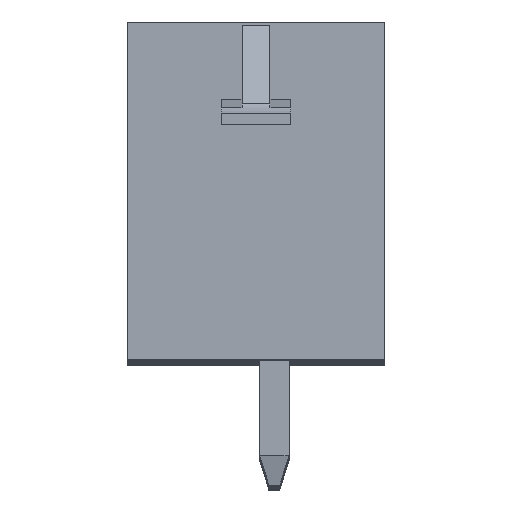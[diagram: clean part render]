
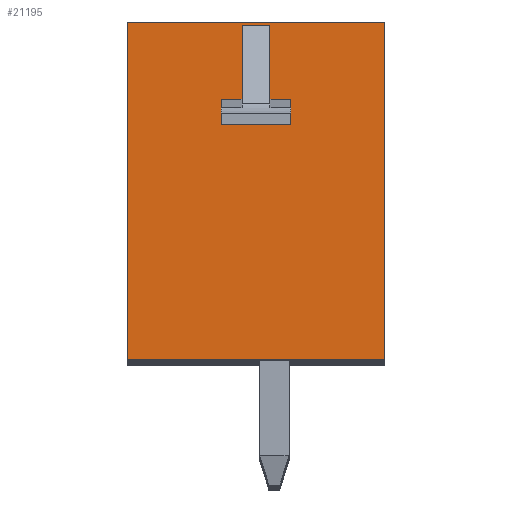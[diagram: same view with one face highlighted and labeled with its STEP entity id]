
A CAD part, top view. The second image highlights one B-rep face of the part: STEP entity #21195.
In plain terms, the highlighted planar face has unit normal (0, 0, 1).
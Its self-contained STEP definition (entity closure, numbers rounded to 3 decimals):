
#1=DIRECTION('',(1.,0.,0.));
#2=VECTOR('',#1,7.);
#3=CARTESIAN_POINT('',(-3.6,-3.853,0.));
#4=LINE('',#3,#2);
#5=DIRECTION('',(0.,-1.,0.));
#6=VECTOR('',#5,9.2);
#7=CARTESIAN_POINT('',(-3.6,5.347,0.));
#8=LINE('',#7,#6);
#9=DIRECTION('',(-1.,0.,0.));
#10=VECTOR('',#9,7.);
#11=CARTESIAN_POINT('',(3.4,5.347,0.));
#12=LINE('',#11,#10);
#13=DIRECTION('',(0.,1.,0.));
#14=VECTOR('',#13,9.2);
#15=CARTESIAN_POINT('',(3.4,-3.853,0.));
#16=LINE('',#15,#14);
#17=DIRECTION('',(0.,1.,0.));
#18=VECTOR('',#17,0.495);
#19=CARTESIAN_POINT('',(0.85,2.747,0.));
#20=LINE('',#19,#18);
#21=DIRECTION('',(-1.,0.,0.));
#22=VECTOR('',#21,0.76);
#23=CARTESIAN_POINT('',(0.28,5.244,0.));
#24=LINE('',#23,#22);
#25=DIRECTION('',(1.,0.,0.));
#26=VECTOR('',#25,0.57);
#27=CARTESIAN_POINT('',(-1.05,3.242,0.));
#28=LINE('',#27,#26);
#29=DIRECTION('',(0.,1.,0.));
#30=VECTOR('',#29,0.495);
#31=CARTESIAN_POINT('',(-1.05,2.747,0.));
#32=LINE('',#31,#30);
#33=DIRECTION('',(-1.,0.,0.));
#34=VECTOR('',#33,1.9);
#35=CARTESIAN_POINT('',(0.85,2.747,0.));
#36=LINE('',#35,#34);
#16222=DIRECTION('',(-1.,0.,0.));
#16223=VECTOR('',#16222,0.57);
#16224=CARTESIAN_POINT('',(0.85,3.242,0.));
#16225=LINE('',#16224,#16223);
#16226=DIRECTION('',(0.,-1.,0.));
#16227=VECTOR('',#16226,2.002);
#16228=CARTESIAN_POINT('',(0.28,5.244,0.));
#16229=LINE('',#16228,#16227);
#16293=DIRECTION('',(0.,1.,0.));
#16294=VECTOR('',#16293,2.002);
#16295=CARTESIAN_POINT('',(-0.48,3.242,0.));
#16296=LINE('',#16295,#16294);
#16305=CARTESIAN_POINT('',(-3.6,-3.853,0.));
#16306=CARTESIAN_POINT('',(3.4,-3.853,0.));
#16307=VERTEX_POINT('',#16305);
#16308=VERTEX_POINT('',#16306);
#16309=CARTESIAN_POINT('',(3.4,5.347,0.));
#16310=VERTEX_POINT('',#16309);
#16311=CARTESIAN_POINT('',(-3.6,5.347,0.));
#16312=VERTEX_POINT('',#16311);
#17408=CARTESIAN_POINT('',(0.85,2.747,0.));
#17409=VERTEX_POINT('',#17408);
#17410=CARTESIAN_POINT('',(-1.05,2.747,0.));
#17411=VERTEX_POINT('',#17410);
#17413=CARTESIAN_POINT('',(-0.48,3.242,0.));
#17415=VERTEX_POINT('',#17413);
#17416=CARTESIAN_POINT('',(-0.48,5.244,0.));
#17417=VERTEX_POINT('',#17416);
#17418=CARTESIAN_POINT('',(-1.05,3.242,0.));
#17419=VERTEX_POINT('',#17418);
#17424=CARTESIAN_POINT('',(0.28,5.244,0.));
#17425=CARTESIAN_POINT('',(0.28,3.242,0.));
#17426=VERTEX_POINT('',#17424);
#17427=VERTEX_POINT('',#17425);
#17430=CARTESIAN_POINT('',(0.85,3.242,0.));
#17431=VERTEX_POINT('',#17430);
#21162=CARTESIAN_POINT('',(0.,0.,0.));
#21163=DIRECTION('',(0.,0.,1.));
#21164=DIRECTION('',(1.,0.,0.));
#21165=AXIS2_PLACEMENT_3D('',#21162,#21163,#21164);
#21166=PLANE('',#21165);
#21168=ORIENTED_EDGE('',*,*,#21167,.F.);
#21170=ORIENTED_EDGE('',*,*,#21169,.F.);
#21172=ORIENTED_EDGE('',*,*,#21171,.F.);
#21174=ORIENTED_EDGE('',*,*,#21173,.F.);
#21175=EDGE_LOOP('',(#21168,#21170,#21172,#21174));
#21176=FACE_OUTER_BOUND('',#21175,.F.);
#21178=ORIENTED_EDGE('',*,*,#21177,.T.);
#21180=ORIENTED_EDGE('',*,*,#21179,.T.);
#21182=ORIENTED_EDGE('',*,*,#21181,.F.);
#21184=ORIENTED_EDGE('',*,*,#21183,.T.);
#21186=ORIENTED_EDGE('',*,*,#21185,.F.);
#21188=ORIENTED_EDGE('',*,*,#21187,.F.);
#21190=ORIENTED_EDGE('',*,*,#21189,.F.);
#21192=ORIENTED_EDGE('',*,*,#21191,.F.);
#21193=EDGE_LOOP('',(#21178,#21180,#21182,#21184,#21186,#21188,#21190,#21192));
#21194=FACE_BOUND('',#21193,.F.);
#21167=EDGE_CURVE('',#16307,#16308,#4,.T.);
#21169=EDGE_CURVE('',#16312,#16307,#8,.T.);
#21171=EDGE_CURVE('',#16310,#16312,#12,.T.);
#21173=EDGE_CURVE('',#16308,#16310,#16,.T.);
#21177=EDGE_CURVE('',#17409,#17431,#20,.T.);
#21179=EDGE_CURVE('',#17431,#17427,#16225,.T.);
#21181=EDGE_CURVE('',#17426,#17427,#16229,.T.);
#21183=EDGE_CURVE('',#17426,#17417,#24,.T.);
#21185=EDGE_CURVE('',#17415,#17417,#16296,.T.);
#21187=EDGE_CURVE('',#17419,#17415,#28,.T.);
#21189=EDGE_CURVE('',#17411,#17419,#32,.T.);
#21191=EDGE_CURVE('',#17409,#17411,#36,.T.);
#21195=ADVANCED_FACE('',(#21176,#21194),#21166,.T.);
